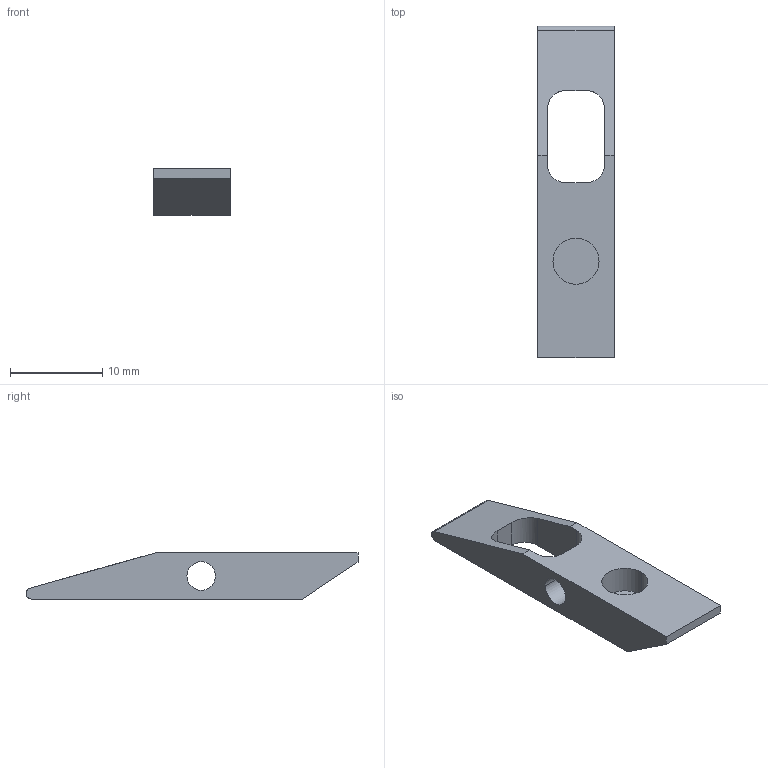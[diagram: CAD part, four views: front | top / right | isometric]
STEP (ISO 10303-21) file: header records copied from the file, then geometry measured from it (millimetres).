
FILE_DESCRIPTION(('CATIA V5 STEP Exchange'),'2;1');
FILE_NAME('Second Sear.stp','2020-08-11T07:31:52+00:00',('none'),('none'),'CATIA Version 5 Release 19 GA (IN-10)','CATIA V5 STEP AP203','none');
FILE_SCHEMA(('CONFIG_CONTROL_DESIGN'));
Length unit declared in the file: millimetre
Products named in the file (1): Second sear
Bounding box: 8.3 x 36 x 5 mm (x, y, z)
Volume: 790.3 mm3; surface area: 1023.4 mm2
Topology: 1 solids, 1 shells, 21 faces, 57 edges, 38 vertices
Faces by surface type: plane 12, cylinder 9
Entity records: 706 total; most frequent: CARTESIAN_POINT 134, ORIENTED_EDGE 114, DIRECTION 93, EDGE_CURVE 57, VECTOR 39, LINE 39, VERTEX_POINT 38, AXIS2_PLACEMENT_3D 36
